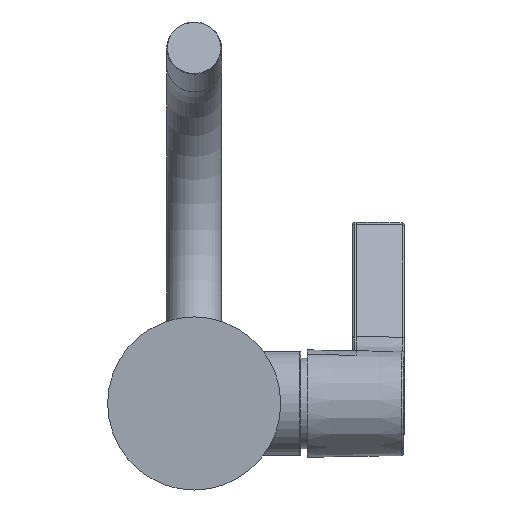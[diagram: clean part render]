
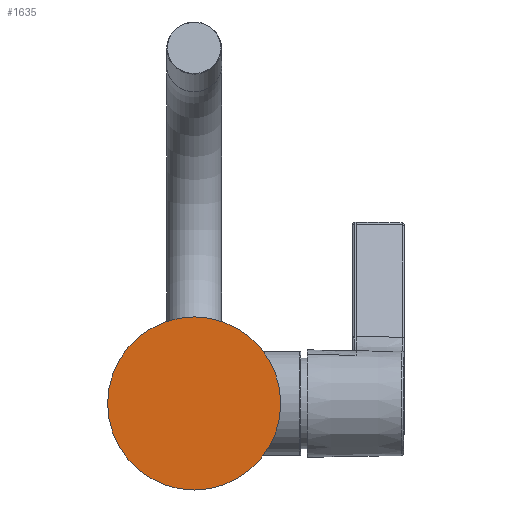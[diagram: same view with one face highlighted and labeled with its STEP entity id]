
A CAD part, front view. The second image highlights one B-rep face of the part: STEP entity #1635.
In plain terms, the highlighted planar face has unit normal (0, -1, 0).
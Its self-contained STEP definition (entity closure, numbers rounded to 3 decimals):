
#90 = CARTESIAN_POINT ( 'NONE',  ( 0., 0., 0. ) ) ;
#134 = DIRECTION ( 'NONE',  ( 0., 0., -1. ) ) ;
#493 = AXIS2_PLACEMENT_3D ( 'NONE', #1552, #614, #134 ) ;
#614 = DIRECTION ( 'NONE',  ( 0., -1., 0. ) ) ;
#1199 = DIRECTION ( 'NONE',  ( 0., -1., 0. ) ) ;
#1319 = ORIENTED_EDGE ( 'NONE', *, *, #1444, .T. ) ;
#1444 = EDGE_CURVE ( 'NONE', #3074, #3074, #1829, .T. ) ;
#1552 = CARTESIAN_POINT ( 'NONE',  ( 0., 0., 0. ) ) ;
#1589 = AXIS2_PLACEMENT_3D ( 'NONE', #90, #1199, #1938 ) ;
#1635 = ADVANCED_FACE ( 'NONE', ( #3185 ), #2512, .T. ) ;
#1829 = CIRCLE ( 'NONE', #1589, 30. ) ;
#1928 = CARTESIAN_POINT ( 'NONE',  ( 0., 0., -30. ) ) ;
#1938 = DIRECTION ( 'NONE',  ( 0., 0., -1. ) ) ;
#2512 = PLANE ( 'NONE',  #493 ) ;
#2566 = EDGE_LOOP ( 'NONE', ( #1319 ) ) ;
#3074 = VERTEX_POINT ( 'NONE', #1928 ) ;
#3185 = FACE_OUTER_BOUND ( 'NONE', #2566, .T. ) ;
